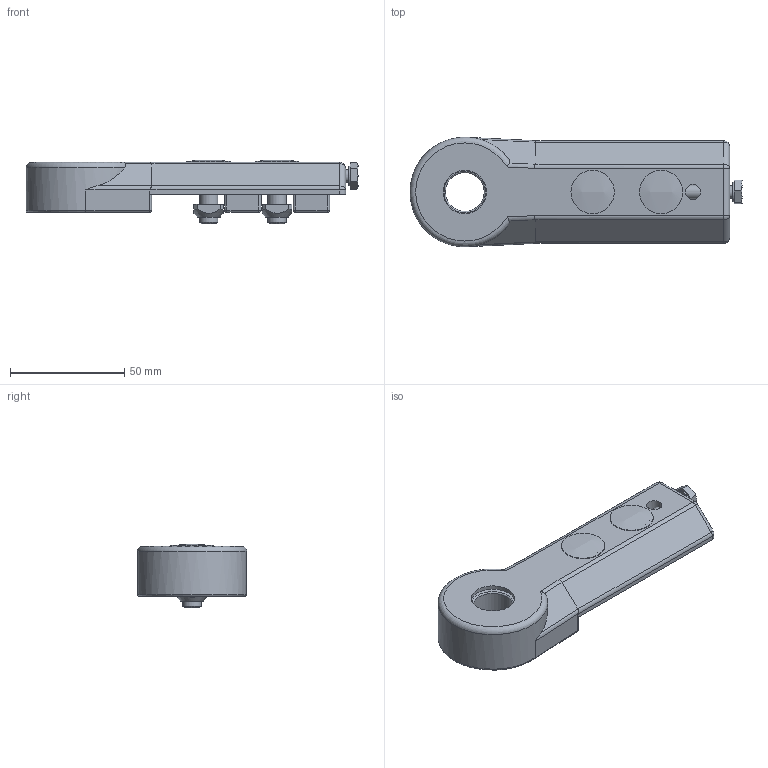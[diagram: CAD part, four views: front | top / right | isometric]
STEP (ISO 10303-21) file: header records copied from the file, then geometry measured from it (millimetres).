
FILE_DESCRIPTION(/* description */ ('Trommellagerung 45 H für Antrieb'),/* implementation_level */ '2;1');
FILE_NAME(/* name */ 'ZEI_CAD_210993-6-REV01_#SALL_#AIN_#V1.step',/* time_stamp */ '2022-10-10T06:55:56+02:00',/* author */ ('MiniTec'),/* organization */ ('MiniTec GmbH & Co.KG'),/* preprocessor_version */ 'ST-DEVELOPER v18.1',/* originating_system */ 'Autodesk Inventor 2021',/* authorisation */ '');
FILE_SCHEMA (('CONFIG_CONTROL_DESIGN'));
Length unit declared in the file: millimetre
Products named in the file (7): leer; MTW_1-00098068; leer_1; leer_2; leer_3; 21-1351-1FZ.001; leer_4
Assembly tree (9 placements, depth 2):
  leer
    MTW_1-00098068
    leer_1
    leer_2  x2
    leer_3  x2
    21-1351-1FZ.001  x2
    leer_4
Bounding box: 145.43 x 47.93 x 27.95 mm (x, y, z)
Volume: 79754.5 mm3; surface area: 38984.3 mm2
Topology: 9 solids, 10 shells, 274 faces, 646 edges, 412 vertices
Faces by surface type: plane 100, cylinder 81, sphere 45, cone 26, torus 18, bspline 4
Full cylindrical faces by diameter (mm): 4.134 x2, 4.917 x2, 5.459 x1, 6 x1, 6.647 x1, 8 x4, 8.7 x1, 9 x2, 13 x2, 13.9 x2, 15 x2, 15.9 x2, 17 x1, 19 x3, 23.7 x5, 24.4 x2, 34 x1, 34.25 x2, 40 x2, 40.1 x1
Entity records: 7387 total; most frequent: CARTESIAN_POINT 1609, DIRECTION 1241, ORIENTED_EDGE 1040, AXIS2_PLACEMENT_3D 524, EDGE_CURVE 520, VERTEX_POINT 362, EDGE_LOOP 326, CIRCLE 260
